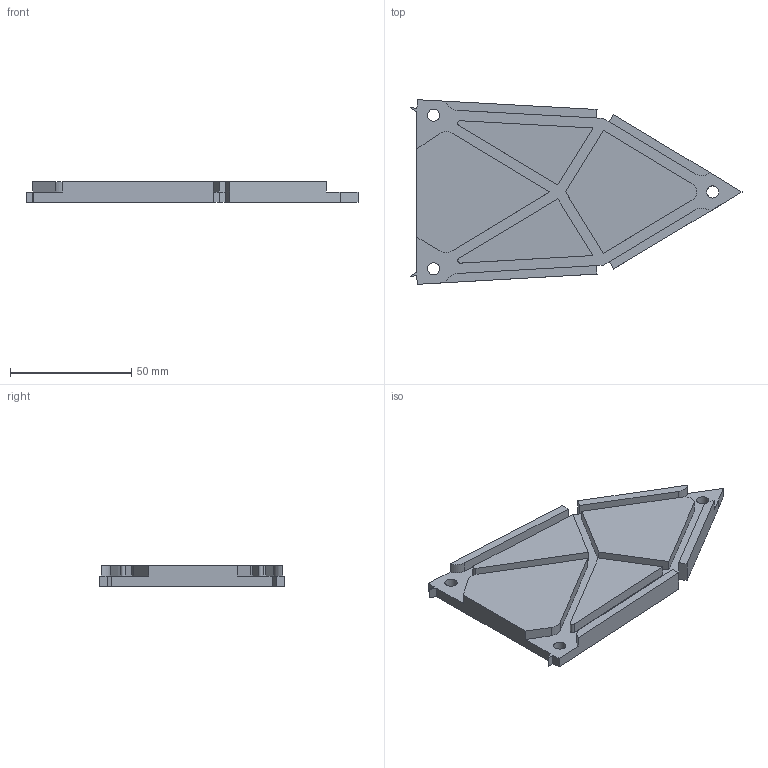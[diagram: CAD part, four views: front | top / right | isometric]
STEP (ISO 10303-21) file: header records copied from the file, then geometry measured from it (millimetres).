
FILE_DESCRIPTION(/* description */ (''),/* implementation_level */ '2;1');
FILE_NAME(/* name */ 'michell-tri-hole-shrink-cut v2.step',/* time_stamp */ '2025-05-12T18:26:22+02:00',/* author */ (''),/* organization */ (''),/* preprocessor_version */ 'ST-DEVELOPER v20.1',/* originating_system */ 'Autodesk Translation Framework v14.4.0.0',/* authorisation */ '');
FILE_SCHEMA (('AUTOMOTIVE_DESIGN { 1 0 10303 214 3 1 1 }'));
Length unit declared in the file: millimetre
Products named in the file (2): michell-tri-hole-shrink-cut; Truss Mold
Assembly tree (1 placements, depth 2):
  michell-tri-hole-shrink-cut
    Truss Mold
Bounding box: 136.71 x 76.02 x 8.4 mm (x, y, z)
Volume: 52917.6 mm3; surface area: 20888.2 mm2
Topology: 1 solids, 1 shells, 60 faces, 161 edges, 106 vertices
Faces by surface type: plane 48, cylinder 12
Full cylindrical faces by diameter (mm): 5 x3
Entity records: 1943 total; most frequent: CARTESIAN_POINT 330, ORIENTED_EDGE 322, DIRECTION 311, EDGE_CURVE 161, LINE 137, VECTOR 137, VERTEX_POINT 106, AXIS2_PLACEMENT_3D 87
